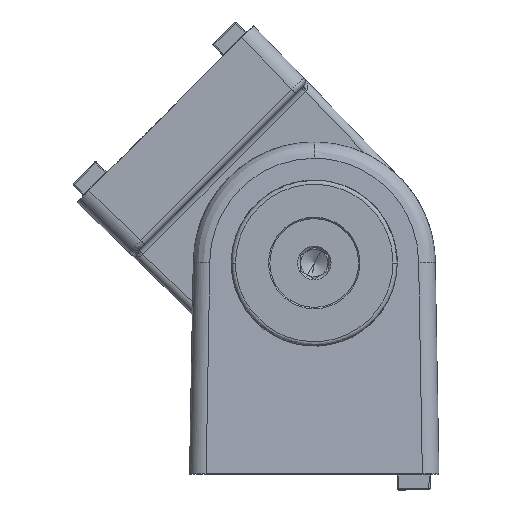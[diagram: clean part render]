
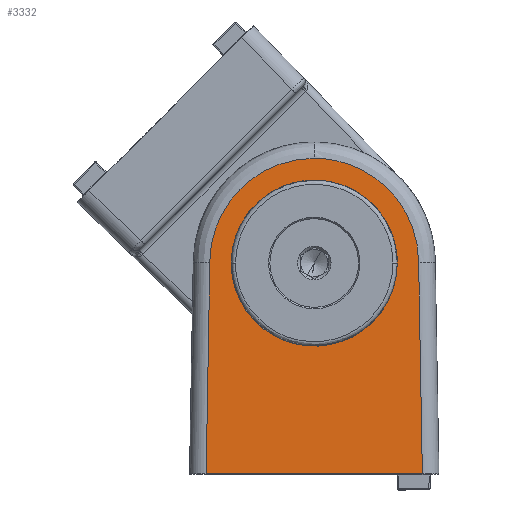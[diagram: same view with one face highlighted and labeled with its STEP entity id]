
A CAD part, top view. The second image highlights one B-rep face of the part: STEP entity #3332.
In plain terms, the highlighted planar face has unit normal (0, 0.018, 1).
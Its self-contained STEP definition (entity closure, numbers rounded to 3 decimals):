
#24 = EDGE_LOOP ( 'NONE', ( #4051, #4095 ) ) ;
#1827 =( BOUNDED_CURVE ( )  B_SPLINE_CURVE ( 3, ( #5383, #5622, #5623, #5396, #5360, #5636, #5961 ),
 .UNSPECIFIED., .F., .T. ) 
 B_SPLINE_CURVE_WITH_KNOTS ( ( 4, 3, 4 ),
 ( 4.712, 6.283, 7.854 ),
 .UNSPECIFIED. ) 
 CURVE ( )  GEOMETRIC_REPRESENTATION_ITEM ( )  RATIONAL_B_SPLINE_CURVE ( ( 1., 0.805, 0.805, 1., 0.805, 0.805, 1. ) ) 
 REPRESENTATION_ITEM ( '' )  );
#1946 = EDGE_CURVE ( 'NONE', #9726, #9660, #1827, .T. ) ;
#3332 = ADVANCED_FACE ( 'NONE', ( #7189, #7190 ), #8328, .F. ) ;
#3388 = EDGE_CURVE ( 'NONE', #9902, #9887, #7236, .T. ) ;
#3395 = EDGE_CURVE ( 'NONE', #9983, #9852, #4576, .T. ) ;
#3442 = EDGE_CURVE ( 'NONE', #9852, #9902, #7269, .T. ) ;
#3443 = EDGE_CURVE ( 'NONE', #9819, #9983, #4582, .T. ) ;
#3446 = EDGE_CURVE ( 'NONE', #9660, #9726, #4584, .T. ) ;
#3470 = EDGE_CURVE ( 'NONE', #9887, #9819, #6508, .T. ) ;
#4051 = ORIENTED_EDGE ( 'NONE', *, *, #1946, .T. ) ;
#4065 = AXIS2_PLACEMENT_3D ( 'NONE', #8364, #8197, #8119 ) ;
#4074 = ORIENTED_EDGE ( 'NONE', *, *, #3443, .T. ) ;
#4095 = ORIENTED_EDGE ( 'NONE', *, *, #3446, .T. ) ;
#4099 = ORIENTED_EDGE ( 'NONE', *, *, #3470, .T. ) ;
#4100 = ORIENTED_EDGE ( 'NONE', *, *, #3388, .T. ) ;
#4102 = ORIENTED_EDGE ( 'NONE', *, *, #3395, .T. ) ;
#4107 = ORIENTED_EDGE ( 'NONE', *, *, #3442, .T. ) ;
#4576 =( BOUNDED_CURVE ( )  B_SPLINE_CURVE ( 3, ( #7784, #7595, #8358, #7973 ),
 .UNSPECIFIED., .F., .T. ) 
 B_SPLINE_CURVE_WITH_KNOTS ( ( 4, 4 ),
 ( 0., 1.572 ),
 .UNSPECIFIED. ) 
 CURVE ( )  GEOMETRIC_REPRESENTATION_ITEM ( )  RATIONAL_B_SPLINE_CURVE ( ( 1., 0.804, 0.804, 1. ) ) 
 REPRESENTATION_ITEM ( '' )  );
#4582 =( BOUNDED_CURVE ( )  B_SPLINE_CURVE ( 3, ( #8154, #8141, #7550, #8404 ),
 .UNSPECIFIED., .F., .T. ) 
 B_SPLINE_CURVE_WITH_KNOTS ( ( 4, 4 ),
 ( 4.711, 6.283 ),
 .UNSPECIFIED. ) 
 CURVE ( )  GEOMETRIC_REPRESENTATION_ITEM ( )  RATIONAL_B_SPLINE_CURVE ( ( 1., 0.804, 0.804, 1. ) ) 
 REPRESENTATION_ITEM ( '' )  );
#4584 =( BOUNDED_CURVE ( )  B_SPLINE_CURVE ( 3, ( #8182, #8396, #8129, #7320 ),
 .UNSPECIFIED., .F., .T. ) 
 B_SPLINE_CURVE_WITH_KNOTS ( ( 4, 4 ),
 ( 1.571, 4.712 ),
 .UNSPECIFIED. ) 
 CURVE ( )  GEOMETRIC_REPRESENTATION_ITEM ( )  RATIONAL_B_SPLINE_CURVE ( ( 1., 0.334, 0.334, 1. ) ) 
 REPRESENTATION_ITEM ( '' )  );
#4872 = VECTOR ( 'NONE', #8113, 1000. ) ;
#4916 = VECTOR ( 'NONE', #8173, 1000. ) ;
#4939 = VECTOR ( 'NONE', #8366, 1000. ) ;
#5360 = CARTESIAN_POINT ( 'NONE',  ( -8.782, 23.007, 22.098 ) ) ;
#5383 = CARTESIAN_POINT ( 'NONE',  ( 14.988, 38., 21.837 ) ) ;
#5396 = CARTESIAN_POINT ( 'NONE',  ( 0., 23.007, 22.098 ) ) ;
#5622 = CARTESIAN_POINT ( 'NONE',  ( 14.991, 29.218, 21.99 ) ) ;
#5623 = CARTESIAN_POINT ( 'NONE',  ( 8.782, 23.007, 22.098 ) ) ;
#5636 = CARTESIAN_POINT ( 'NONE',  ( -14.991, 29.218, 21.99 ) ) ;
#5961 = CARTESIAN_POINT ( 'NONE',  ( -14.988, 38., 21.837 ) ) ;
#6508 = LINE ( 'NONE', #8335, #4939 ) ;
#6739 = EDGE_LOOP ( 'NONE', ( #4100, #4099, #4074, #4102, #4107 ) ) ;
#7189 = FACE_BOUND ( 'NONE', #24, .T. ) ;
#7190 = FACE_OUTER_BOUND ( 'NONE', #6739, .T. ) ;
#7236 = LINE ( 'NONE', #8309, #4872 ) ;
#7269 = LINE ( 'NONE', #8164, #4916 ) ;
#7320 = CARTESIAN_POINT ( 'NONE',  ( 14.988, 38., 21.837 ) ) ;
#7550 = CARTESIAN_POINT ( 'NONE',  ( 11.046, 56.889, 21.507 ) ) ;
#7595 = CARTESIAN_POINT ( 'NONE',  ( -11.046, 56.889, 21.507 ) ) ;
#7784 = CARTESIAN_POINT ( 'NONE',  ( 0., 56.889, 21.507 ) ) ;
#7973 = CARTESIAN_POINT ( 'NONE',  ( -18.837, 38.027, 21.836 ) ) ;
#8113 = DIRECTION ( 'NONE',  ( 1., 0., 0. ) ) ;
#8119 = DIRECTION ( 'NONE',  ( 0., 1., -0.017 ) ) ;
#8129 = CARTESIAN_POINT ( 'NONE',  ( 14.979, 67.959, 21.314 ) ) ;
#8141 = CARTESIAN_POINT ( 'NONE',  ( 18.851, 49.073, 21.643 ) ) ;
#8154 = CARTESIAN_POINT ( 'NONE',  ( 18.837, 38.027, 21.836 ) ) ;
#8164 = CARTESIAN_POINT ( 'NONE',  ( -19.502, -0.096, 22.502 ) ) ;
#8173 = DIRECTION ( 'NONE',  ( -0.017, -1., 0.017 ) ) ;
#8182 = CARTESIAN_POINT ( 'NONE',  ( -14.988, 38., 21.837 ) ) ;
#8197 = DIRECTION ( 'NONE',  ( 0., -0.017, -1. ) ) ;
#8309 = CARTESIAN_POINT ( 'NONE',  ( 22.5, 0., 22.5 ) ) ;
#8328 = PLANE ( 'NONE',  #4065 ) ;
#8335 = CARTESIAN_POINT ( 'NONE',  ( 19.487, 0.776, 22.486 ) ) ;
#8358 = CARTESIAN_POINT ( 'NONE',  ( -18.851, 49.073, 21.643 ) ) ;
#8364 = CARTESIAN_POINT ( 'NONE',  ( -25., 0., 22.5 ) ) ;
#8366 = DIRECTION ( 'NONE',  ( -0.017, 1., -0.017 ) ) ;
#8396 = CARTESIAN_POINT ( 'NONE',  ( -14.979, 67.959, 21.314 ) ) ;
#8404 = CARTESIAN_POINT ( 'NONE',  ( 0., 56.889, 21.507 ) ) ;
#9660 = VERTEX_POINT ( 'NONE', #10509 ) ;
#9726 = VERTEX_POINT ( 'NONE', #10472 ) ;
#9819 = VERTEX_POINT ( 'NONE', #10419 ) ;
#9852 = VERTEX_POINT ( 'NONE', #10396 ) ;
#9887 = VERTEX_POINT ( 'NONE', #10378 ) ;
#9902 = VERTEX_POINT ( 'NONE', #10368 ) ;
#9983 = VERTEX_POINT ( 'NONE', #10329 ) ;
#10329 = CARTESIAN_POINT ( 'NONE',  ( 0., 56.889, 21.507 ) ) ;
#10368 = CARTESIAN_POINT ( 'NONE',  ( -19.5, 0., 22.5 ) ) ;
#10378 = CARTESIAN_POINT ( 'NONE',  ( 19.5, 0., 22.5 ) ) ;
#10396 = CARTESIAN_POINT ( 'NONE',  ( -18.837, 38.027, 21.836 ) ) ;
#10419 = CARTESIAN_POINT ( 'NONE',  ( 18.837, 38.027, 21.836 ) ) ;
#10472 = CARTESIAN_POINT ( 'NONE',  ( 14.988, 38., 21.837 ) ) ;
#10509 = CARTESIAN_POINT ( 'NONE',  ( -14.988, 38., 21.837 ) ) ;
